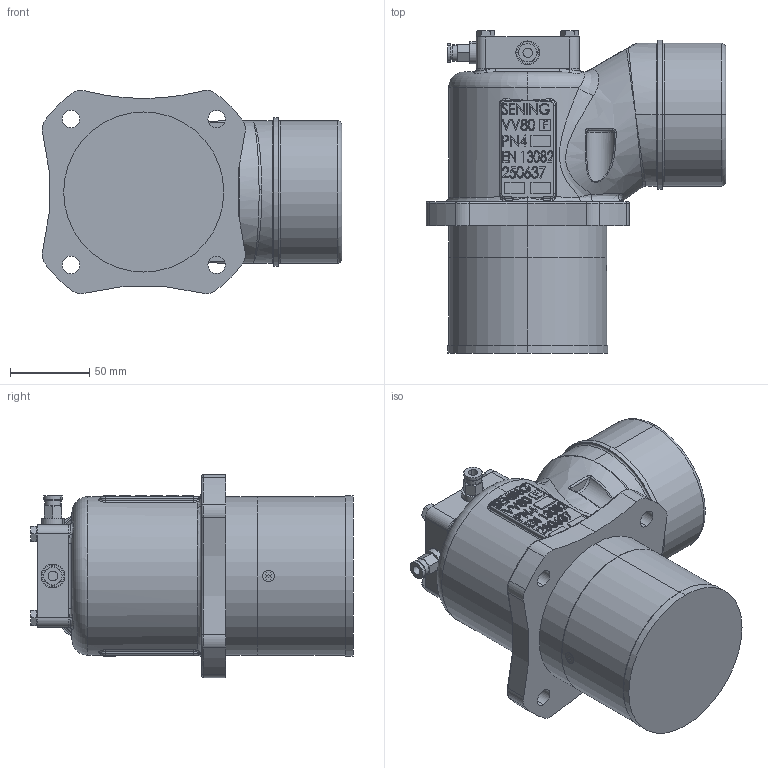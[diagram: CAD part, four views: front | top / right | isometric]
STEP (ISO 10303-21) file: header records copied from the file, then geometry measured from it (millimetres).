
FILE_DESCRIPTION (( 'STEP AP214' ), '1' );
FILE_NAME ('VV80-F_250644.STEP', '2012-08-23T12:22:18', ( 'Admin2' ), ( '' ), 'SwSTEP 2.0', 'SolidWorks 2010', '' );
FILE_SCHEMA (( 'AUTOMOTIVE_DESIGN' ));
Length unit declared in the file: millimetre
Products named in the file (1): VV80-F_250644
Bounding box: 189.11 x 203.5 x 128.23 mm (x, y, z)
Surface area: 135208.6 mm2 (no closed solid volume)
Topology: 0 solids, 13 shells, 807 faces, 2281 edges, 1475 vertices
Faces by surface type: plane 332, bspline 272, cylinder 124, torus 45, cone 32, sphere 2
Entity records: 50232 total; most frequent: CARTESIAN_POINT 22491, ORIENTED_EDGE 4142, DIRECTION 3185, EDGE_CURVE 2268, VERTEX_POINT 1475, LINE 1167, VECTOR 1167, AXIS2_PLACEMENT_3D 1009
